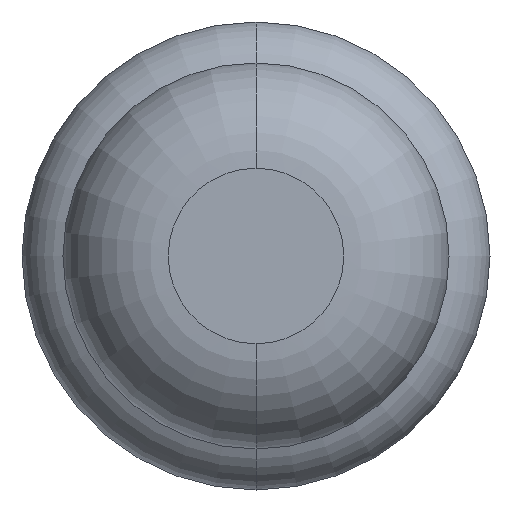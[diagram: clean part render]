
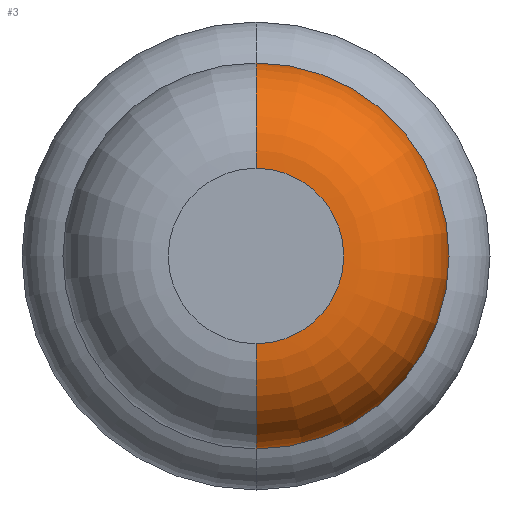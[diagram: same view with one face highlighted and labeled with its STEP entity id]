
A CAD part, front view. The second image highlights one B-rep face of the part: STEP entity #3.
In plain terms, the highlighted toroidal (fillet/blend) face has major radius 0.375 mm and minor radius 0.45 mm.
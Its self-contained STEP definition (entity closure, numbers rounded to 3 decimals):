
#3 = ADVANCED_FACE ( 'Defeature ausgef�hrt1_6', ( #2907 ), #3545, .T. ) ;
#4 = ORIENTED_EDGE ( 'NONE', *, *, #1408, .T. ) ;
#54 = CIRCLE ( 'NONE', #2366, 0.45 ) ;
#192 = EDGE_CURVE ( 'Defeature ausgef�hrt1_7+Defeature ausgef�hrt1_6+Defeature ausgef�hrt1_6+Defeature ausgef�hrt1_6', #1081, #2125, #3124, .T. ) ;
#387 = DIRECTION ( 'NONE',  ( 0., 0., 1. ) ) ;
#388 = VERTEX_POINT ( 'NONE', #818 ) ;
#589 = CARTESIAN_POINT ( 'NONE',  ( 0., -29.95, -0.375 ) ) ;
#625 = DIRECTION ( 'NONE',  ( -1., 0., 0. ) ) ;
#640 = DIRECTION ( 'NONE',  ( 0., 0., 1. ) ) ;
#774 = CARTESIAN_POINT ( 'NONE',  ( 0., -29.95, 0. ) ) ;
#818 = CARTESIAN_POINT ( 'NONE',  ( 0., -30.4, -0.375 ) ) ;
#927 = CARTESIAN_POINT ( 'NONE',  ( 0., -30.4, 0.375 ) ) ;
#1081 = VERTEX_POINT ( 'NONE', #4029 ) ;
#1087 = CARTESIAN_POINT ( 'NONE',  ( 0., -30.4, 0. ) ) ;
#1201 = EDGE_CURVE ( 'Defeature ausgef�hrt1_6+Defeature ausgef�hrt1_5+Defeature ausgef�hrt1_5+Defeature ausgef�hrt1_5', #1600, #388, #4072, .T. ) ;
#1408 = EDGE_CURVE ( 'NONE', #388, #2125, #54, .T. ) ;
#1600 = VERTEX_POINT ( 'NONE', #927 ) ;
#1818 = DIRECTION ( 'NONE',  ( 0., 1., 0. ) ) ;
#1975 = ORIENTED_EDGE ( 'NONE', *, *, #1201, .T. ) ;
#2008 = CARTESIAN_POINT ( 'NONE',  ( 0., -29.95, 0.375 ) ) ;
#2096 = DIRECTION ( 'NONE',  ( 0., 0., 1. ) ) ;
#2125 = VERTEX_POINT ( 'NONE', #3086 ) ;
#2366 = AXIS2_PLACEMENT_3D ( 'NONE', #589, #3949, #2578 ) ;
#2434 = DIRECTION ( 'NONE',  ( 0., 1., 0. ) ) ;
#2578 = DIRECTION ( 'NONE',  ( 0., 0., -1. ) ) ;
#2793 = AXIS2_PLACEMENT_3D ( 'NONE', #2008, #625, #640 ) ;
#2833 = ORIENTED_EDGE ( 'NONE', *, *, #192, .F. ) ;
#2907 = FACE_OUTER_BOUND ( 'NONE', #3290, .T. ) ;
#3086 = CARTESIAN_POINT ( 'NONE',  ( 0., -29.95, -0.825 ) ) ;
#3124 = CIRCLE ( 'NONE', #4110, 0.825 ) ;
#3130 = DIRECTION ( 'NONE',  ( 0., 1., 0. ) ) ;
#3222 = EDGE_CURVE ( 'NONE', #1600, #1081, #4010, .T. ) ;
#3290 = EDGE_LOOP ( 'NONE', ( #1975, #4, #2833, #4274 ) ) ;
#3545 = TOROIDAL_SURFACE ( 'NONE', #3819, 0.375, 0.45 ) ;
#3746 = DIRECTION ( 'NONE',  ( 0., 0., 1. ) ) ;
#3766 = CARTESIAN_POINT ( 'NONE',  ( 0., -29.95, 0. ) ) ;
#3819 = AXIS2_PLACEMENT_3D ( 'NONE', #3766, #2434, #387 ) ;
#3949 = DIRECTION ( 'NONE',  ( 1., 0., 0. ) ) ;
#4010 = CIRCLE ( 'NONE', #2793, 0.45 ) ;
#4029 = CARTESIAN_POINT ( 'NONE',  ( 0., -29.95, 0.825 ) ) ;
#4072 = CIRCLE ( 'NONE', #4163, 0.375 ) ;
#4110 = AXIS2_PLACEMENT_3D ( 'NONE', #774, #1818, #2096 ) ;
#4163 = AXIS2_PLACEMENT_3D ( 'NONE', #1087, #3130, #3746 ) ;
#4274 = ORIENTED_EDGE ( 'NONE', *, *, #3222, .F. ) ;
